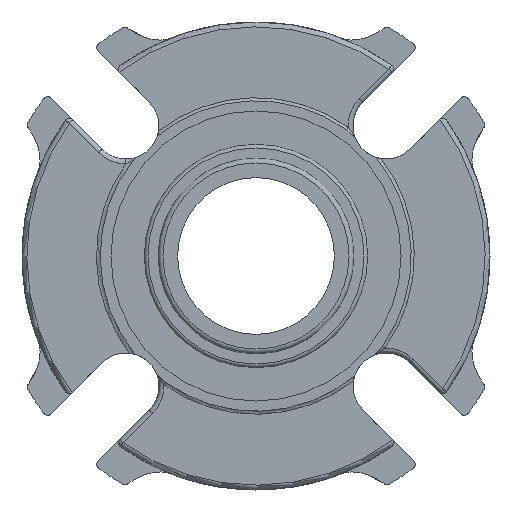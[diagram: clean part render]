
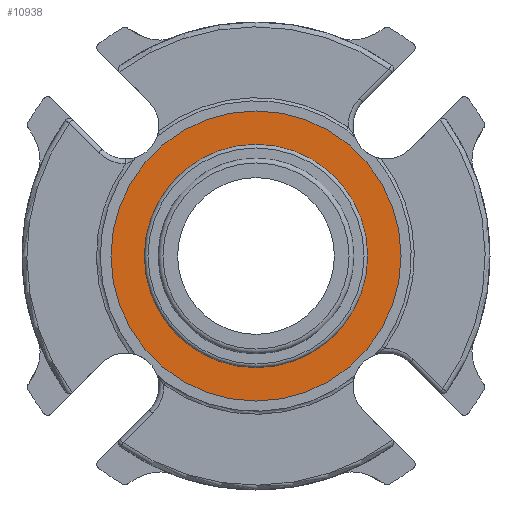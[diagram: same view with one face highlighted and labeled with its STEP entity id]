
A CAD part, left-side view. The second image highlights one B-rep face of the part: STEP entity #10938.
In plain terms, the highlighted planar face has unit normal (-1, 0, 0).
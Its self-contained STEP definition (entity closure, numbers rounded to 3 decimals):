
#1301=PLANE('',#11439);
#1455=ORIENTED_EDGE('',*,*,#3777,.T.);
#1456=ORIENTED_EDGE('',*,*,#3775,.T.);
#3775=EDGE_CURVE('',#4936,#4936,#5682,.T.);
#3777=EDGE_CURVE('',#4938,#4938,#5684,.T.);
#4936=VERTEX_POINT('',#14746);
#4938=VERTEX_POINT('',#14751);
#5682=CIRCLE('',#11437,30.5);
#5684=CIRCLE('',#11440,23.368);
#6170=EDGE_LOOP('',(#1455));
#6171=EDGE_LOOP('',(#1456));
#6745=FACE_BOUND('',#6170,.T.);
#6746=FACE_BOUND('',#6171,.T.);
#10938=ADVANCED_FACE('',(#6745,#6746),#1301,.F.);
#11437=AXIS2_PLACEMENT_3D('',#14745,#12398,#12399);
#11439=AXIS2_PLACEMENT_3D('',#14749,#12402,#12403);
#11440=AXIS2_PLACEMENT_3D('',#14750,#12404,#12405);
#12398=DIRECTION('',(-1.,0.,0.));
#12399=DIRECTION('',(0.,0.,1.));
#12402=DIRECTION('',(1.,0.,0.));
#12403=DIRECTION('',(0.,0.,-1.));
#12404=DIRECTION('',(1.,0.,0.));
#12405=DIRECTION('',(0.,0.,-1.));
#14745=CARTESIAN_POINT('',(-8.103,0.,0.));
#14746=CARTESIAN_POINT('',(-8.103,0.,30.5));
#14749=CARTESIAN_POINT('',(-8.103,0.,30.5));
#14750=CARTESIAN_POINT('',(-8.103,0.,0.));
#14751=CARTESIAN_POINT('',(-8.103,0.,-23.368));
